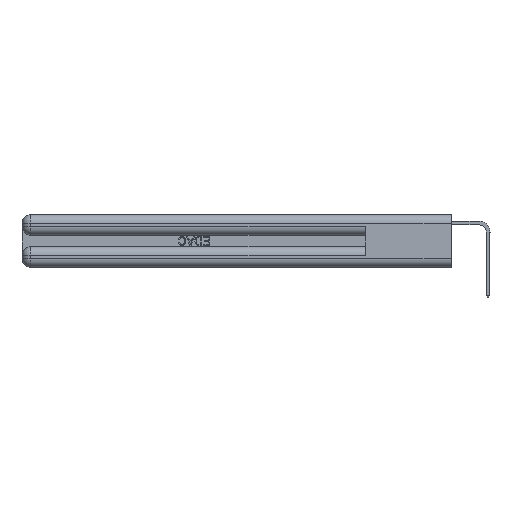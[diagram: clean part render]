
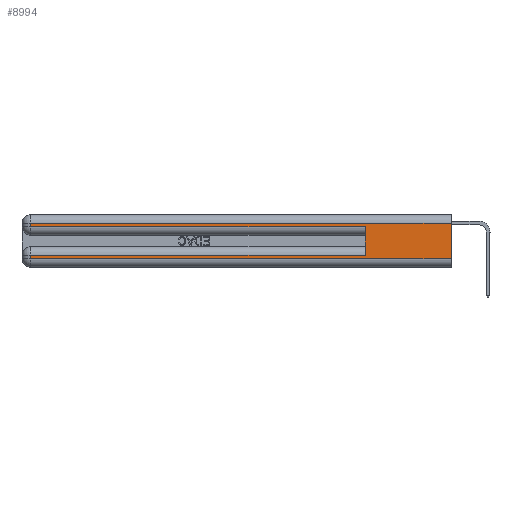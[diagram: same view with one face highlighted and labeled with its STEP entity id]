
A CAD part, left-side view. The second image highlights one B-rep face of the part: STEP entity #8994.
In plain terms, the highlighted planar face has unit normal (-1, 0, 0).
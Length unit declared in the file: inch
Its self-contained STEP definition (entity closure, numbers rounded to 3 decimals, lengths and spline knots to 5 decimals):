
#24 = VERTEX_POINT ( 'NONE', #22893 ) ;
#136 = ORIENTED_EDGE ( 'NONE', *, *, #13668, .T. ) ;
#1389 = LINE ( 'NONE', #22143, #7093 ) ;
#1566 = VERTEX_POINT ( 'NONE', #12377 ) ;
#1577 = DIRECTION ( 'NONE',  ( 1., 0., 0. ) ) ;
#2111 = DIRECTION ( 'NONE',  ( 0., 0., -1. ) ) ;
#2857 = ORIENTED_EDGE ( 'NONE', *, *, #6581, .T. ) ;
#2915 = VECTOR ( 'NONE', #5240, 39.37008 ) ;
#2997 = VERTEX_POINT ( 'NONE', #25967 ) ;
#3133 = LINE ( 'NONE', #19082, #28116 ) ;
#3288 = VECTOR ( 'NONE', #30031, 39.37008 ) ;
#4378 = ORIENTED_EDGE ( 'NONE', *, *, #12873, .F. ) ;
#5137 = EDGE_CURVE ( 'NONE', #24, #11113, #6427, .T. ) ;
#5240 = DIRECTION ( 'NONE',  ( 0., 1., 0. ) ) ;
#5606 = DIRECTION ( 'NONE',  ( 0., -1., 0. ) ) ;
#6427 = LINE ( 'NONE', #9416, #24961 ) ;
#6581 = EDGE_CURVE ( 'NONE', #13558, #24, #9745, .T. ) ;
#7093 = VECTOR ( 'NONE', #10109, 39.37008 ) ;
#8467 = CARTESIAN_POINT ( 'NONE',  ( 0., 0., 0.31 ) ) ;
#8994 = ADVANCED_FACE ( 'NONE', ( #21378 ), #16118, .F. ) ;
#9319 = ORIENTED_EDGE ( 'NONE', *, *, #16341, .T. ) ;
#9416 = CARTESIAN_POINT ( 'NONE',  ( 0., 0., 0.285 ) ) ;
#9745 = LINE ( 'NONE', #22631, #3288 ) ;
#10109 = DIRECTION ( 'NONE',  ( 0., 1., 0. ) ) ;
#10397 = CARTESIAN_POINT ( 'NONE',  ( 0., 2.94, 0.31 ) ) ;
#10833 = ORIENTED_EDGE ( 'NONE', *, *, #5137, .T. ) ;
#11113 = VERTEX_POINT ( 'NONE', #22761 ) ;
#11487 = VECTOR ( 'NONE', #12794, 39.37008 ) ;
#12317 = EDGE_CURVE ( 'NONE', #26236, #17838, #20947, .T. ) ;
#12377 = CARTESIAN_POINT ( 'NONE',  ( 0., 2.94, 0.06 ) ) ;
#12794 = DIRECTION ( 'NONE',  ( 0., 0., 1. ) ) ;
#12873 = EDGE_CURVE ( 'NONE', #30898, #11113, #29969, .T. ) ;
#13241 = DIRECTION ( 'NONE',  ( 0., 0., -1. ) ) ;
#13558 = VERTEX_POINT ( 'NONE', #10397 ) ;
#13668 = EDGE_CURVE ( 'NONE', #1566, #17838, #21612, .T. ) ;
#13988 = CARTESIAN_POINT ( 'NONE',  ( 0., 0., 0.06 ) ) ;
#15814 = LINE ( 'NONE', #17340, #2915 ) ;
#16118 = PLANE ( 'NONE',  #27831 ) ;
#16341 = EDGE_CURVE ( 'NONE', #26236, #13558, #15814, .T. ) ;
#16412 = ORIENTED_EDGE ( 'NONE', *, *, #17313, .T. ) ;
#17313 = EDGE_CURVE ( 'NONE', #2997, #1566, #3133, .T. ) ;
#17340 = CARTESIAN_POINT ( 'NONE',  ( 0., 0., 0.31 ) ) ;
#17838 = VERTEX_POINT ( 'NONE', #13988 ) ;
#18315 = CARTESIAN_POINT ( 'NONE',  ( 0., 0.6, 0.085 ) ) ;
#18543 = DIRECTION ( 'NONE',  ( 0., 0., -1. ) ) ;
#19082 = CARTESIAN_POINT ( 'NONE',  ( 0., 2.94, 0.37 ) ) ;
#20117 = VECTOR ( 'NONE', #5606, 39.37008 ) ;
#20947 = LINE ( 'NONE', #25263, #26611 ) ;
#21378 = FACE_OUTER_BOUND ( 'NONE', #24539, .T. ) ;
#21612 = LINE ( 'NONE', #24964, #20117 ) ;
#21690 = ORIENTED_EDGE ( 'NONE', *, *, #25383, .T. ) ;
#22143 = CARTESIAN_POINT ( 'NONE',  ( 0., 0., 0.085 ) ) ;
#22631 = CARTESIAN_POINT ( 'NONE',  ( 0., 2.94, 0.37 ) ) ;
#22761 = CARTESIAN_POINT ( 'NONE',  ( 0., 0.6, 0.285 ) ) ;
#22893 = CARTESIAN_POINT ( 'NONE',  ( 0., 2.94, 0.285 ) ) ;
#23278 = CARTESIAN_POINT ( 'NONE',  ( 0., 0., 0.37 ) ) ;
#23801 = DIRECTION ( 'NONE',  ( 0., -1., 0. ) ) ;
#24539 = EDGE_LOOP ( 'NONE', ( #29358, #9319, #2857, #10833, #4378, #21690, #16412, #136 ) ) ;
#24961 = VECTOR ( 'NONE', #23801, 39.37008 ) ;
#24964 = CARTESIAN_POINT ( 'NONE',  ( 0., 0., 0.06 ) ) ;
#25263 = CARTESIAN_POINT ( 'NONE',  ( 0., 0., 0.37 ) ) ;
#25383 = EDGE_CURVE ( 'NONE', #30898, #2997, #1389, .T. ) ;
#25967 = CARTESIAN_POINT ( 'NONE',  ( 0., 2.94, 0.085 ) ) ;
#26236 = VERTEX_POINT ( 'NONE', #8467 ) ;
#26611 = VECTOR ( 'NONE', #13241, 39.37008 ) ;
#27831 = AXIS2_PLACEMENT_3D ( 'NONE', #23278, #1577, #18543 ) ;
#28116 = VECTOR ( 'NONE', #2111, 39.37008 ) ;
#29358 = ORIENTED_EDGE ( 'NONE', *, *, #12317, .F. ) ;
#29664 = CARTESIAN_POINT ( 'NONE',  ( 0., 0.6, 0.145 ) ) ;
#29969 = LINE ( 'NONE', #29664, #11487 ) ;
#30031 = DIRECTION ( 'NONE',  ( 0., 0., -1. ) ) ;
#30898 = VERTEX_POINT ( 'NONE', #18315 ) ;
